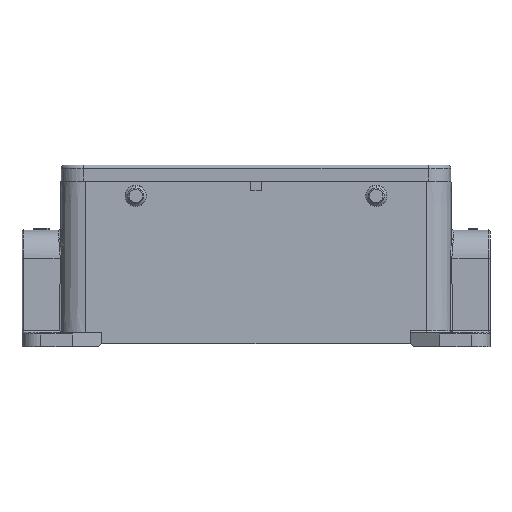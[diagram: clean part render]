
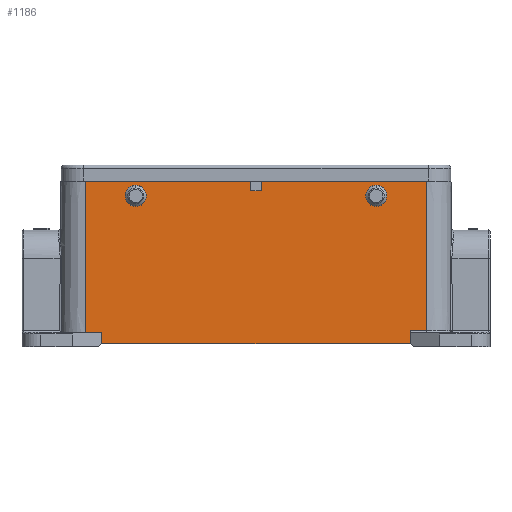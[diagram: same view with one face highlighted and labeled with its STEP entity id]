
A CAD part, left-side view. The second image highlights one B-rep face of the part: STEP entity #1186.
In plain terms, the highlighted planar face has unit normal (-1, 0, 0.009).
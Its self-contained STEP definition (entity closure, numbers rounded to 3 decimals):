
#239=FACE_BOUND('',#2333,.T.);
#240=FACE_BOUND('',#2334,.T.);
#241=FACE_BOUND('',#2335,.T.);
#303=ELLIPSE('',#8818,1.5,1.5);
#304=ELLIPSE('',#8819,1.5,1.5);
#1186=ADVANCED_FACE('',(#239,#240,#241),#1511,.T.);
#1511=PLANE('',#8820);
#2333=EDGE_LOOP('',(#4280));
#2334=EDGE_LOOP('',(#4281));
#2335=EDGE_LOOP('',(#4282,#4283,#4284,#4285,#4286,#4287,#4288,#4289,#4290,
#4291,#4292,#4293));
#4280=ORIENTED_EDGE('',*,*,#6682,.T.);
#4281=ORIENTED_EDGE('',*,*,#6683,.T.);
#4282=ORIENTED_EDGE('',*,*,#6670,.T.);
#4283=ORIENTED_EDGE('',*,*,#6684,.T.);
#4284=ORIENTED_EDGE('',*,*,#6685,.T.);
#4285=ORIENTED_EDGE('',*,*,#6270,.T.);
#4286=ORIENTED_EDGE('',*,*,#6686,.F.);
#4287=ORIENTED_EDGE('',*,*,#6687,.T.);
#4288=ORIENTED_EDGE('',*,*,#6387,.T.);
#4289=ORIENTED_EDGE('',*,*,#6394,.F.);
#4290=ORIENTED_EDGE('',*,*,#6406,.F.);
#4291=ORIENTED_EDGE('',*,*,#6409,.T.);
#4292=ORIENTED_EDGE('',*,*,#6640,.T.);
#4293=ORIENTED_EDGE('',*,*,#6681,.T.);
#5357=VERTEX_POINT('',#12792);
#5358=VERTEX_POINT('',#12794);
#5434=VERTEX_POINT('',#13251);
#5435=VERTEX_POINT('',#13253);
#5439=VERTEX_POINT('',#13265);
#5446=VERTEX_POINT('',#13296);
#5448=VERTEX_POINT('',#13301);
#5601=VERTEX_POINT('',#14013);
#5616=VERTEX_POINT('',#14167);
#5617=VERTEX_POINT('',#14169);
#5622=VERTEX_POINT('',#14196);
#5623=VERTEX_POINT('',#14198);
#5624=VERTEX_POINT('',#14200);
#5625=VERTEX_POINT('',#14203);
#6270=EDGE_CURVE('',#5358,#5357,#7291,.T.);
#6387=EDGE_CURVE('',#5435,#5434,#7346,.T.);
#6394=EDGE_CURVE('',#5439,#5434,#7351,.T.);
#6406=EDGE_CURVE('',#5446,#5439,#7359,.T.);
#6409=EDGE_CURVE('',#5446,#5448,#7362,.T.);
#6640=EDGE_CURVE('',#5448,#5601,#7503,.T.);
#6670=EDGE_CURVE('',#5617,#5616,#7518,.T.);
#6681=EDGE_CURVE('',#5601,#5617,#7521,.T.);
#6682=EDGE_CURVE('',#5622,#5622,#303,.T.);
#6683=EDGE_CURVE('',#5623,#5623,#304,.T.);
#6684=EDGE_CURVE('',#5616,#5624,#7522,.T.);
#6685=EDGE_CURVE('',#5624,#5358,#7523,.T.);
#6686=EDGE_CURVE('',#5625,#5357,#7524,.T.);
#6687=EDGE_CURVE('',#5625,#5435,#7525,.T.);
#7291=LINE('',#12793,#7922);
#7346=LINE('',#13252,#7977);
#7351=LINE('',#13266,#7982);
#7359=LINE('',#13295,#7990);
#7362=LINE('',#13302,#7993);
#7503=LINE('',#14014,#8134);
#7518=LINE('',#14168,#8149);
#7521=LINE('',#14193,#8152);
#7522=LINE('',#14199,#8153);
#7523=LINE('',#14201,#8154);
#7524=LINE('',#14202,#8155);
#7525=LINE('',#14204,#8156);
#7922=VECTOR('',#9972,1.);
#7977=VECTOR('',#10185,1.);
#7982=VECTOR('',#10198,1.);
#7990=VECTOR('',#10224,1.);
#7993=VECTOR('',#10229,1.);
#8134=VECTOR('',#10612,1.);
#8149=VECTOR('',#10665,1.);
#8152=VECTOR('',#10694,1.);
#8153=VECTOR('',#10701,1.);
#8154=VECTOR('',#10702,1.);
#8155=VECTOR('',#10703,1.);
#8156=VECTOR('',#10704,1.);
#8818=AXIS2_PLACEMENT_3D('',#14195,#10697,#10698);
#8819=AXIS2_PLACEMENT_3D('',#14197,#10699,#10700);
#8820=AXIS2_PLACEMENT_3D('',#14205,#10705,#10706);
#9972=DIRECTION('',(0.,1.,0.));
#10185=DIRECTION('',(-0.009,0.,-1.));
#10198=DIRECTION('',(0.,1.,0.));
#10224=DIRECTION('',(0.009,0.,1.));
#10229=DIRECTION('',(0.,-1.,0.));
#10612=DIRECTION('',(0.009,0.,1.));
#10665=DIRECTION('',(0.009,0.,1.));
#10694=DIRECTION('',(0.,-1.,0.));
#10697=DIRECTION('',(1.,0.,-0.009));
#10698=DIRECTION('',(-0.009,0.,-1.));
#10699=DIRECTION('',(1.,0.,-0.009));
#10700=DIRECTION('',(-0.009,0.,-1.));
#10701=DIRECTION('',(0.,1.,0.));
#10702=DIRECTION('',(-0.009,0.,-1.));
#10703=DIRECTION('',(-0.009,0.,-1.));
#10704=DIRECTION('',(0.,1.,0.));
#10705=DIRECTION('',(-1.,0.,0.009));
#10706=DIRECTION('',(0.,1.,0.));
#12792=CARTESIAN_POINT('',(-21.526,1.6,48.));
#12793=CARTESIAN_POINT('',(-21.526,-1.6,48.));
#12794=CARTESIAN_POINT('',(-21.526,-1.6,48.));
#13251=CARTESIAN_POINT('',(-21.906,52.5,4.5));
#13252=CARTESIAN_POINT('',(-21.5,52.5,51.));
#13253=CARTESIAN_POINT('',(-21.5,52.5,51.));
#13265=CARTESIAN_POINT('',(-21.906,47.5,4.5));
#13266=CARTESIAN_POINT('',(-21.906,47.5,4.5));
#13295=CARTESIAN_POINT('',(-21.936,47.5,1.));
#13296=CARTESIAN_POINT('',(-21.936,47.5,1.));
#13301=CARTESIAN_POINT('',(-21.936,-47.5,1.));
#13302=CARTESIAN_POINT('',(-21.936,47.5,1.));
#14013=CARTESIAN_POINT('',(-21.901,-47.5,4.996));
#14014=CARTESIAN_POINT('',(-21.936,-47.5,1.));
#14167=CARTESIAN_POINT('',(-21.5,-52.5,51.));
#14168=CARTESIAN_POINT('',(-21.901,-52.5,4.996));
#14169=CARTESIAN_POINT('',(-21.901,-52.5,4.996));
#14193=CARTESIAN_POINT('',(-21.901,-47.5,4.996));
#14195=CARTESIAN_POINT('',(-21.539,37.,46.5));
#14196=CARTESIAN_POINT('',(-21.552,37.,45.));
#14197=CARTESIAN_POINT('',(-21.539,-37.,46.5));
#14198=CARTESIAN_POINT('',(-21.552,-37.,45.));
#14199=CARTESIAN_POINT('',(-21.5,-52.5,51.));
#14200=CARTESIAN_POINT('',(-21.5,-1.6,51.));
#14201=CARTESIAN_POINT('',(-21.5,-1.6,51.));
#14202=CARTESIAN_POINT('',(-21.5,1.6,51.));
#14203=CARTESIAN_POINT('',(-21.5,1.6,51.));
#14204=CARTESIAN_POINT('',(-21.5,1.6,51.));
#14205=CARTESIAN_POINT('',(-21.5,55.148,51.));
